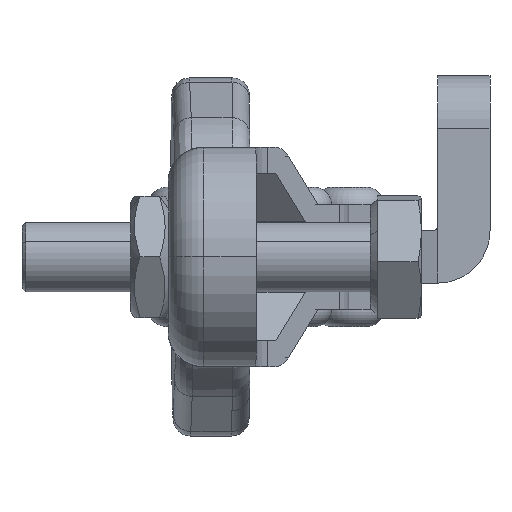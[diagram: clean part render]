
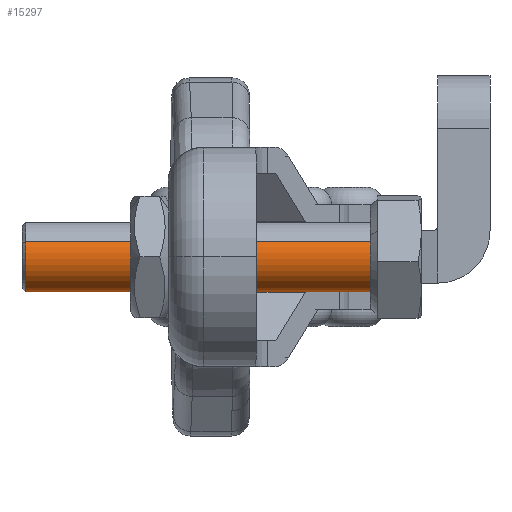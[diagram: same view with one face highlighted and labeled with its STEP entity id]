
A CAD part, left-side view. The second image highlights one B-rep face of the part: STEP entity #15297.
In plain terms, the highlighted cylindrical face has radius 2 mm (diameter 4 mm), a partial arc.
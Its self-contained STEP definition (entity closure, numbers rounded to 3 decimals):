
#42 = CIRCLE ( 'NONE', #4605, 2. ) ;
#45 = LINE ( 'NONE', #25998, #49 ) ;
#48 = CIRCLE ( 'NONE', #4606, 2. ) ;
#49 = VECTOR ( 'NONE', #26004, 1000. ) ;
#50 = LINE ( 'NONE', #26003, #52 ) ;
#52 = VECTOR ( 'NONE', #25993, 1000. ) ;
#854 = CYLINDRICAL_SURFACE ( 'NONE', #2034, 2. ) ;
#856 = FACE_OUTER_BOUND ( 'NONE', #15869, .T. ) ;
#1449 = ORIENTED_EDGE ( 'NONE', *, *, #9816, .T. ) ;
#1450 = ORIENTED_EDGE ( 'NONE', *, *, #9818, .T. ) ;
#1451 = ORIENTED_EDGE ( 'NONE', *, *, #9819, .T. ) ;
#1452 = ORIENTED_EDGE ( 'NONE', *, *, #9820, .F. ) ;
#2034 = AXIS2_PLACEMENT_3D ( 'NONE', #13280, #13278, #13276 ) ;
#4605 = AXIS2_PLACEMENT_3D ( 'NONE', #26000, #26001, #26002 ) ;
#4606 = AXIS2_PLACEMENT_3D ( 'NONE', #26005, #26006, #26007 ) ;
#4815 = VERTEX_POINT ( 'NONE', #18691 ) ;
#4848 = VERTEX_POINT ( 'NONE', #18724 ) ;
#4891 = VERTEX_POINT ( 'NONE', #18767 ) ;
#4994 = VERTEX_POINT ( 'NONE', #18870 ) ;
#9816 = EDGE_CURVE ( 'NONE', #4848, #4815, #42, .T. ) ;
#9818 = EDGE_CURVE ( 'NONE', #4815, #4994, #45, .T. ) ;
#9819 = EDGE_CURVE ( 'NONE', #4994, #4891, #48, .T. ) ;
#9820 = EDGE_CURVE ( 'NONE', #4848, #4891, #50, .T. ) ;
#13276 = DIRECTION ( 'NONE',  ( 0., 0., 1. ) ) ;
#13278 = DIRECTION ( 'NONE',  ( -1., 0., 0. ) ) ;
#13280 = CARTESIAN_POINT ( 'NONE',  ( 22.925, 0., 0. ) ) ;
#15297 = ADVANCED_FACE ( 'NONE', ( #856 ), #854, .T. ) ;
#15869 = EDGE_LOOP ( 'NONE', ( #1449, #1450, #1451, #1452 ) ) ;
#18691 = CARTESIAN_POINT ( 'NONE',  ( 22.725, 0., -2. ) ) ;
#18724 = CARTESIAN_POINT ( 'NONE',  ( 22.725, 0., 2. ) ) ;
#18767 = CARTESIAN_POINT ( 'NONE',  ( 2.925, 0., 2. ) ) ;
#18870 = CARTESIAN_POINT ( 'NONE',  ( 2.925, 0., -2. ) ) ;
#25993 = DIRECTION ( 'NONE',  ( -1., 0., 0. ) ) ;
#25998 = CARTESIAN_POINT ( 'NONE',  ( 22.925, 0., -2. ) ) ;
#26000 = CARTESIAN_POINT ( 'NONE',  ( 22.725, 0., 0. ) ) ;
#26001 = DIRECTION ( 'NONE',  ( -1., 0., 0. ) ) ;
#26002 = DIRECTION ( 'NONE',  ( 0., 0., -1. ) ) ;
#26003 = CARTESIAN_POINT ( 'NONE',  ( 22.925, 0., 2. ) ) ;
#26004 = DIRECTION ( 'NONE',  ( -1., 0., 0. ) ) ;
#26005 = CARTESIAN_POINT ( 'NONE',  ( 2.925, 0., 0. ) ) ;
#26006 = DIRECTION ( 'NONE',  ( 1., 0., 0. ) ) ;
#26007 = DIRECTION ( 'NONE',  ( 0., 0., -1. ) ) ;
